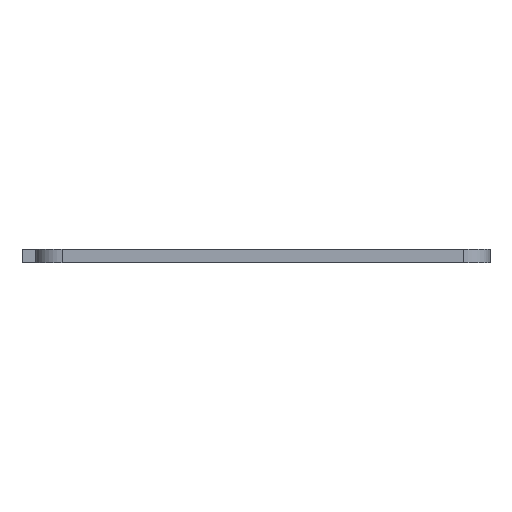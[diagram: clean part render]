
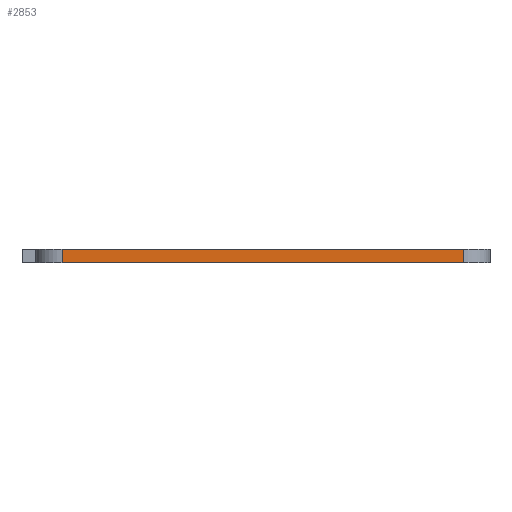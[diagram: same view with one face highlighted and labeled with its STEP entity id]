
A CAD part, left-side view. The second image highlights one B-rep face of the part: STEP entity #2853.
In plain terms, the highlighted planar face has unit normal (-1, 0, 0).
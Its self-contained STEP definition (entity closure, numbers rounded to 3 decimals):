
#105=PLANE('',#3147);
#219=FACE_OUTER_BOUND('',#414,.T.);
#414=EDGE_LOOP('',(#2446,#2447,#2448,#2449));
#579=LINE('',#4416,#866);
#625=LINE('',#4540,#912);
#702=LINE('',#4749,#989);
#703=LINE('',#4751,#990);
#866=VECTOR('',#3532,10.);
#912=VECTOR('',#3640,10.);
#989=VECTOR('',#3845,10.);
#990=VECTOR('',#3848,10.);
#1346=VERTEX_POINT('',#4413);
#1347=VERTEX_POINT('',#4415);
#1393=VERTEX_POINT('',#4537);
#1394=VERTEX_POINT('',#4539);
#1632=EDGE_CURVE('',#1346,#1347,#579,.T.);
#1708=EDGE_CURVE('',#1394,#1393,#625,.T.);
#1814=EDGE_CURVE('',#1347,#1393,#702,.T.);
#1815=EDGE_CURVE('',#1394,#1346,#703,.T.);
#2446=ORIENTED_EDGE('',*,*,#1814,.F.);
#2447=ORIENTED_EDGE('',*,*,#1632,.F.);
#2448=ORIENTED_EDGE('',*,*,#1815,.F.);
#2449=ORIENTED_EDGE('',*,*,#1708,.T.);
#2853=ADVANCED_FACE('',(#219),#105,.T.);
#3147=AXIS2_PLACEMENT_3D('',#4750,#3846,#3847);
#3532=DIRECTION('',(0.,-1.,0.));
#3640=DIRECTION('',(0.,-1.,0.));
#3845=DIRECTION('',(0.,0.,-1.));
#3846=DIRECTION('center_axis',(-1.,0.,0.));
#3847=DIRECTION('ref_axis',(0.,-1.,0.));
#3848=DIRECTION('',(0.,0.,1.));
#4413=CARTESIAN_POINT('',(0.,160.,5.));
#4415=CARTESIAN_POINT('',(0.,10.,5.));
#4416=CARTESIAN_POINT('',(0.,175.,5.));
#4537=CARTESIAN_POINT('',(0.,10.,0.));
#4539=CARTESIAN_POINT('',(0.,160.,0.));
#4540=CARTESIAN_POINT('',(0.,175.,0.));
#4749=CARTESIAN_POINT('',(0.,10.,0.));
#4750=CARTESIAN_POINT('Origin',(0.,175.,0.));
#4751=CARTESIAN_POINT('',(0.,160.,2.5));
